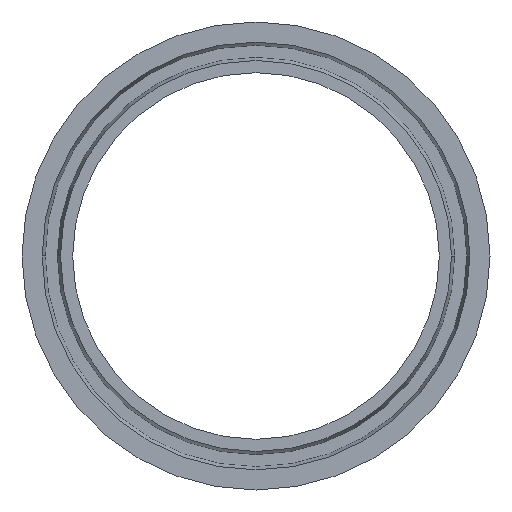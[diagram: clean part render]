
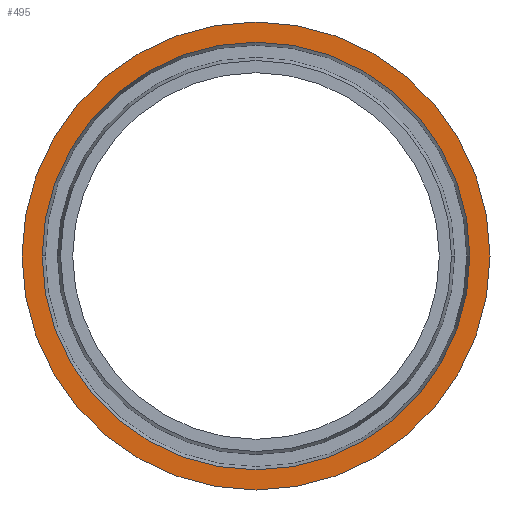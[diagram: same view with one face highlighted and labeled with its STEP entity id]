
A CAD part, front view. The second image highlights one B-rep face of the part: STEP entity #495.
In plain terms, the highlighted face is planar.
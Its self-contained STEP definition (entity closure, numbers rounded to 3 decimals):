
#13 = CIRCLE ( 'NONE', #294, 383. ) ;
#19 = EDGE_CURVE ( 'NONE', #161, #199, #13, .T. ) ;
#30 = VERTEX_POINT ( 'NONE', #83 ) ;
#52 = CIRCLE ( 'NONE', #686, 383. ) ;
#74 = DIRECTION ( 'NONE',  ( 0., 0., 1. ) ) ;
#79 = CARTESIAN_POINT ( 'NONE',  ( 0., 0., -75. ) ) ;
#80 = FACE_OUTER_BOUND ( 'NONE', #428, .T. ) ;
#83 = CARTESIAN_POINT ( 'NONE',  ( -350., 0., -75. ) ) ;
#88 = DIRECTION ( 'NONE',  ( 1., 0., 0. ) ) ;
#104 = CARTESIAN_POINT ( 'NONE',  ( 383., 0., -75. ) ) ;
#126 = AXIS2_PLACEMENT_3D ( 'NONE', #240, #328, #228 ) ;
#128 = CARTESIAN_POINT ( 'NONE',  ( 0., 0., -75. ) ) ;
#135 = FACE_BOUND ( 'NONE', #622, .T. ) ;
#161 = VERTEX_POINT ( 'NONE', #429 ) ;
#184 = ORIENTED_EDGE ( 'NONE', *, *, #387, .F. ) ;
#199 = VERTEX_POINT ( 'NONE', #104 ) ;
#214 = CIRCLE ( 'NONE', #126, 350. ) ;
#228 = DIRECTION ( 'NONE',  ( 1., 0., 0. ) ) ;
#240 = CARTESIAN_POINT ( 'NONE',  ( 0., 0., -75. ) ) ;
#252 = AXIS2_PLACEMENT_3D ( 'NONE', #346, #564, #88 ) ;
#281 = AXIS2_PLACEMENT_3D ( 'NONE', #128, #74, #337 ) ;
#284 = ORIENTED_EDGE ( 'NONE', *, *, #19, .F. ) ;
#286 = DIRECTION ( 'NONE',  ( 1., 0., 0. ) ) ;
#287 = DIRECTION ( 'NONE',  ( 0., 0., 1. ) ) ;
#294 = AXIS2_PLACEMENT_3D ( 'NONE', #79, #336, #286 ) ;
#328 = DIRECTION ( 'NONE',  ( 0., 0., 1. ) ) ;
#336 = DIRECTION ( 'NONE',  ( 0., 0., 1. ) ) ;
#337 = DIRECTION ( 'NONE',  ( 1., 0., 0. ) ) ;
#346 = CARTESIAN_POINT ( 'NONE',  ( -350., 0., -75. ) ) ;
#358 = ORIENTED_EDGE ( 'NONE', *, *, #360, .T. ) ;
#360 = EDGE_CURVE ( 'NONE', #30, #542, #214, .T. ) ;
#370 = EDGE_CURVE ( 'NONE', #542, #30, #437, .T. ) ;
#387 = EDGE_CURVE ( 'NONE', #199, #161, #52, .T. ) ;
#428 = EDGE_LOOP ( 'NONE', ( #184, #284 ) ) ;
#429 = CARTESIAN_POINT ( 'NONE',  ( -383., 0., -75. ) ) ;
#437 = CIRCLE ( 'NONE', #281, 350. ) ;
#459 = DIRECTION ( 'NONE',  ( 1., 0., 0. ) ) ;
#490 = PLANE ( 'NONE',  #252 ) ;
#495 = ADVANCED_FACE ( 'NONE', ( #80, #135 ), #490, .F. ) ;
#542 = VERTEX_POINT ( 'NONE', #672 ) ;
#564 = DIRECTION ( 'NONE',  ( 0., 0., 1. ) ) ;
#570 = ORIENTED_EDGE ( 'NONE', *, *, #370, .T. ) ;
#606 = CARTESIAN_POINT ( 'NONE',  ( 0., 0., -75. ) ) ;
#622 = EDGE_LOOP ( 'NONE', ( #358, #570 ) ) ;
#672 = CARTESIAN_POINT ( 'NONE',  ( 350., 0., -75. ) ) ;
#686 = AXIS2_PLACEMENT_3D ( 'NONE', #606, #287, #459 ) ;
